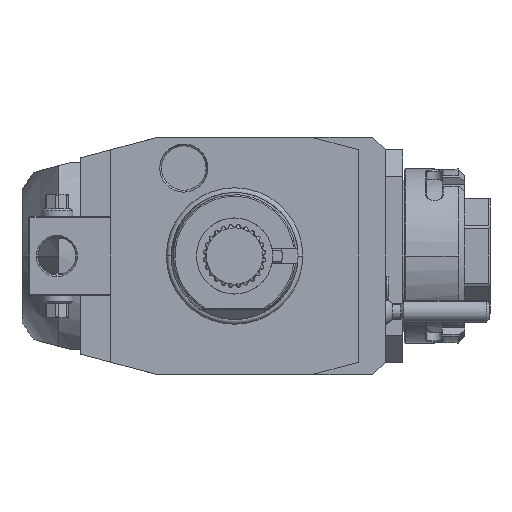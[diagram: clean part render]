
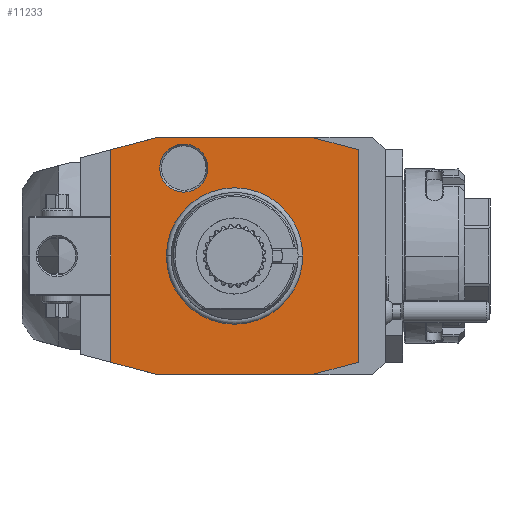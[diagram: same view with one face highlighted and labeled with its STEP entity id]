
A CAD part, front view. The second image highlights one B-rep face of the part: STEP entity #11233.
In plain terms, the highlighted planar face has unit normal (0, -1, 0).
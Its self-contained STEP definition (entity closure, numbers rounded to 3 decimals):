
#1=DIRECTION('',(0.966,0.,-0.259));
#2=VECTOR('',#1,15.529);
#3=CARTESIAN_POINT('',(-39.,0.,-33.481));
#4=LINE('',#3,#2);
#5=DIRECTION('',(0.,0.,-1.));
#6=VECTOR('',#5,66.962);
#7=CARTESIAN_POINT('',(-39.,0.,33.481));
#8=LINE('',#7,#6);
#9=DIRECTION('',(-0.966,0.,-0.259));
#10=VECTOR('',#9,15.529);
#11=CARTESIAN_POINT('',(-24.,0.,37.5));
#12=LINE('',#11,#10);
#13=DIRECTION('',(-1.,0.,0.));
#14=VECTOR('',#13,48.);
#15=CARTESIAN_POINT('',(24.,0.,37.5));
#16=LINE('',#15,#14);
#17=DIRECTION('',(-0.966,0.,0.259));
#18=VECTOR('',#17,15.529);
#19=CARTESIAN_POINT('',(39.,0.,33.481));
#20=LINE('',#19,#18);
#21=DIRECTION('',(0.,0.,1.));
#22=VECTOR('',#21,66.962);
#23=CARTESIAN_POINT('',(39.,0.,-33.481));
#24=LINE('',#23,#22);
#25=DIRECTION('',(0.966,0.,0.259));
#26=VECTOR('',#25,15.529);
#27=CARTESIAN_POINT('',(24.,0.,-37.5));
#28=LINE('',#27,#26);
#29=DIRECTION('',(1.,0.,0.));
#30=VECTOR('',#29,48.);
#31=CARTESIAN_POINT('',(-24.,0.,-37.5));
#32=LINE('',#31,#30);
#33=CARTESIAN_POINT('',(-16.,0.,27.713));
#34=DIRECTION('',(0.,1.,0.));
#35=DIRECTION('',(-1.,0.,0.));
#36=AXIS2_PLACEMENT_3D('',#33,#34,#35);
#38=CARTESIAN_POINT('',(-16.,0.,27.713));
#39=DIRECTION('',(0.,1.,0.));
#40=DIRECTION('',(1.,0.,0.));
#41=AXIS2_PLACEMENT_3D('',#38,#39,#40);
#4993=CARTESIAN_POINT('',(0.,0.,0.));
#4994=DIRECTION('',(0.,1.,0.));
#4995=DIRECTION('',(-1.,0.,0.));
#4996=AXIS2_PLACEMENT_3D('',#4993,#4994,#4995);
#4998=CARTESIAN_POINT('',(0.,0.,0.));
#4999=DIRECTION('',(0.,1.,0.));
#5000=DIRECTION('',(1.,0.,0.));
#5001=AXIS2_PLACEMENT_3D('',#4998,#4999,#5000);
#9940=CARTESIAN_POINT('',(-23.577,0.,
27.713));
#9941=CARTESIAN_POINT('',(-8.423,0.,
27.713));
#9942=VERTEX_POINT('',#9940);
#9943=VERTEX_POINT('',#9941);
#10830=CARTESIAN_POINT('',(-24.,0.,-37.5));
#10831=CARTESIAN_POINT('',(24.,0.,-37.5));
#10832=VERTEX_POINT('',#10830);
#10833=VERTEX_POINT('',#10831);
#10834=CARTESIAN_POINT('',(39.,0.,-33.481));
#10835=CARTESIAN_POINT('',(39.,0.,33.481));
#10836=VERTEX_POINT('',#10834);
#10837=VERTEX_POINT('',#10835);
#10838=CARTESIAN_POINT('',(24.,0.,37.5));
#10839=VERTEX_POINT('',#10838);
#10840=CARTESIAN_POINT('',(-24.,0.,37.5));
#10841=VERTEX_POINT('',#10840);
#10842=CARTESIAN_POINT('',(-39.,0.,33.481));
#10843=VERTEX_POINT('',#10842);
#10844=CARTESIAN_POINT('',(-39.,0.,-33.481));
#10845=VERTEX_POINT('',#10844);
#11102=CARTESIAN_POINT('',(-21.137,0.,0.));
#11103=CARTESIAN_POINT('',(21.137,0.,0.));
#11104=VERTEX_POINT('',#11102);
#11105=VERTEX_POINT('',#11103);
#11198=CARTESIAN_POINT('',(0.,0.,0.));
#11199=DIRECTION('',(0.,-1.,0.));
#11200=DIRECTION('',(-1.,0.,0.));
#11201=AXIS2_PLACEMENT_3D('',#11198,#11199,#11200);
#11202=PLANE('',#11201);
#11204=ORIENTED_EDGE('',*,*,#11203,.F.);
#11206=ORIENTED_EDGE('',*,*,#11205,.F.);
#11208=ORIENTED_EDGE('',*,*,#11207,.F.);
#11210=ORIENTED_EDGE('',*,*,#11209,.F.);
#11212=ORIENTED_EDGE('',*,*,#11211,.F.);
#11214=ORIENTED_EDGE('',*,*,#11213,.F.);
#11216=ORIENTED_EDGE('',*,*,#11215,.F.);
#11218=ORIENTED_EDGE('',*,*,#11217,.F.);
#11219=EDGE_LOOP('',(#11204,#11206,#11208,#11210,#11212,#11214,#11216,#11218));
#11220=FACE_OUTER_BOUND('',#11219,.F.);
#11222=ORIENTED_EDGE('',*,*,#11221,.F.);
#11224=ORIENTED_EDGE('',*,*,#11223,.F.);
#11225=EDGE_LOOP('',(#11222,#11224));
#11226=FACE_BOUND('',#11225,.F.);
#11228=ORIENTED_EDGE('',*,*,#11227,.F.);
#11230=ORIENTED_EDGE('',*,*,#11229,.F.);
#11231=EDGE_LOOP('',(#11228,#11230));
#11232=FACE_BOUND('',#11231,.F.);
#37=CIRCLE('',#36,7.577);
#42=CIRCLE('',#41,7.577);
#4997=CIRCLE('',#4996,21.137);
#5002=CIRCLE('',#5001,21.137);
#11203=EDGE_CURVE('',#10845,#10832,#4,.T.);
#11205=EDGE_CURVE('',#10843,#10845,#8,.T.);
#11207=EDGE_CURVE('',#10841,#10843,#12,.T.);
#11209=EDGE_CURVE('',#10839,#10841,#16,.T.);
#11211=EDGE_CURVE('',#10837,#10839,#20,.T.);
#11213=EDGE_CURVE('',#10836,#10837,#24,.T.);
#11215=EDGE_CURVE('',#10833,#10836,#28,.T.);
#11217=EDGE_CURVE('',#10832,#10833,#32,.T.);
#11221=EDGE_CURVE('',#11104,#11105,#4997,.T.);
#11223=EDGE_CURVE('',#11105,#11104,#5002,.T.);
#11227=EDGE_CURVE('',#9942,#9943,#37,.T.);
#11229=EDGE_CURVE('',#9943,#9942,#42,.T.);
#11233=ADVANCED_FACE('',(#11220,#11226,#11232),#11202,.T.);
